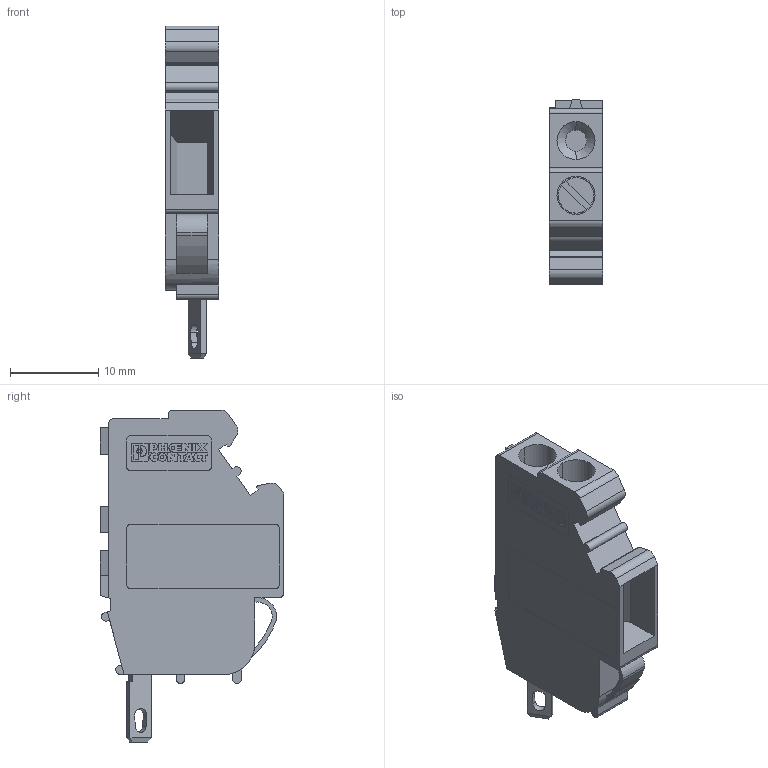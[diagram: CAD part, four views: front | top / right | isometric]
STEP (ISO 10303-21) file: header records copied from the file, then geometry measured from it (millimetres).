
FILE_DESCRIPTION(('Creo Elements/Direct Modeling STEP Export'),'2;1');
FILE_NAME('model.stp','2021-02-25T 9:00:26',(''),(''),'Creo Elements/Direct Modeling STEP processor for AP214 (Solid Model)','Creo Elements/Direct Modeling 20.1D 10-Oct-2020 (C) Parametric Technology GmbH','');
FILE_SCHEMA(('AUTOMOTIVE_DESIGN { 1 0 10303 214 1 1 1 1 }'));
Length unit declared in the file: millimetre
Products named in the file (2): DFK-2.8
Assembly tree (1 placements, depth 2):
  DFK-2.8
    DFK-2.8
Bounding box: 6.1 x 20.8 x 37.53 mm (x, y, z)
Volume: 2748.4 mm3; surface area: 2082.6 mm2
Topology: 1 solids, 1 shells, 318 faces, 851 edges, 564 vertices
Faces by surface type: plane 237, cylinder 46, extrusion 33, cone 2
Entity records: 13115 total; most frequent: CARTESIAN_POINT 2930, ORIENTED_EDGE 1702, DIRECTION 1436, EDGE_CURVE 851, VECTOR 714, LINE 681, VERTEX_POINT 564, AXIS2_PLACEMENT_3D 361
